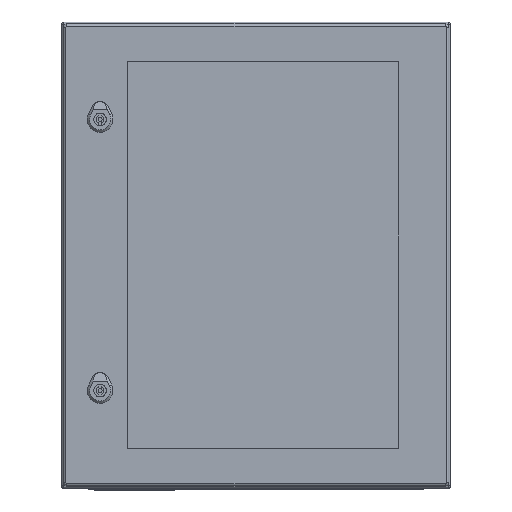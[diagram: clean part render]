
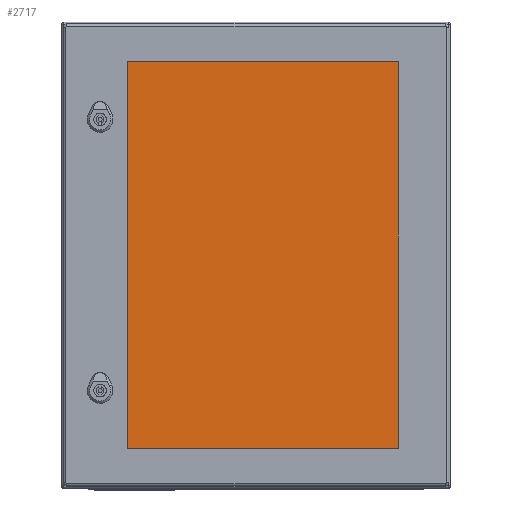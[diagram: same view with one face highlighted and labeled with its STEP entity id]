
A CAD part, top view. The second image highlights one B-rep face of the part: STEP entity #2717.
In plain terms, the highlighted face is planar.
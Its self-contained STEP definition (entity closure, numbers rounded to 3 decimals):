
#2717=ADVANCED_FACE('',(#3324),#2932,.F.);
#2932=PLANE('',#10170);
#3324=FACE_OUTER_BOUND('',#3942,.T.);
#3942=EDGE_LOOP('',(#6173,#6174,#6175,#6176));
#6173=ORIENTED_EDGE('',*,*,#8015,.F.);
#6174=ORIENTED_EDGE('',*,*,#8025,.F.);
#6175=ORIENTED_EDGE('',*,*,#8022,.F.);
#6176=ORIENTED_EDGE('',*,*,#8019,.F.);
#6902=VERTEX_POINT('',#15512);
#6903=VERTEX_POINT('',#15513);
#6906=VERTEX_POINT('',#15521);
#6908=VERTEX_POINT('',#15527);
#8015=EDGE_CURVE('',#6902,#6903,#8643,.T.);
#8019=EDGE_CURVE('',#6903,#6906,#8647,.T.);
#8022=EDGE_CURVE('',#6906,#6908,#8650,.T.);
#8025=EDGE_CURVE('',#6908,#6902,#8653,.T.);
#8643=LINE('',#15511,#9271);
#8647=LINE('',#15520,#9275);
#8650=LINE('',#15526,#9278);
#8653=LINE('',#15532,#9281);
#9271=VECTOR('',#12559,1.);
#9275=VECTOR('',#12565,1.);
#9278=VECTOR('',#12570,1.);
#9281=VECTOR('',#12575,1.);
#10170=AXIS2_PLACEMENT_3D('',#15536,#12581,#12582);
#12559=DIRECTION('',(0.,-1.,0.));
#12565=DIRECTION('',(1.,0.,0.));
#12570=DIRECTION('',(0.,1.,0.));
#12575=DIRECTION('',(-1.,0.,0.));
#12581=DIRECTION('',(0.,0.,1.));
#12582=DIRECTION('',(1.,0.,0.));
#15511=CARTESIAN_POINT('',(-190.2,264.2,0.));
#15512=CARTESIAN_POINT('',(-190.2,264.2,0.));
#15513=CARTESIAN_POINT('',(-190.2,-264.2,0.));
#15520=CARTESIAN_POINT('',(-190.2,-264.2,0.));
#15521=CARTESIAN_POINT('',(190.2,-264.2,0.));
#15526=CARTESIAN_POINT('',(190.2,-264.2,0.));
#15527=CARTESIAN_POINT('',(190.2,264.2,0.));
#15532=CARTESIAN_POINT('',(190.2,264.2,0.));
#15536=CARTESIAN_POINT('',(0.,0.,0.));
